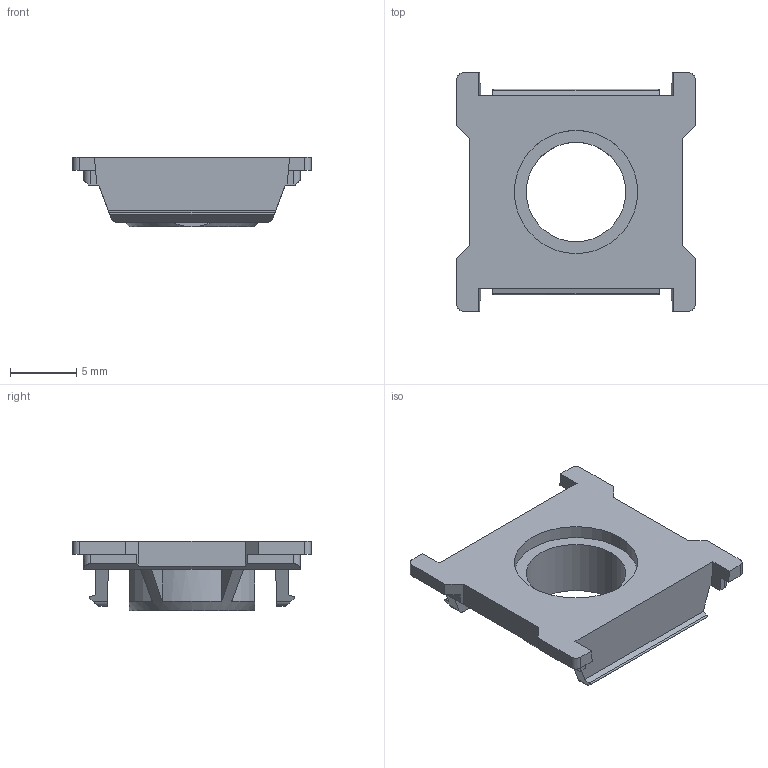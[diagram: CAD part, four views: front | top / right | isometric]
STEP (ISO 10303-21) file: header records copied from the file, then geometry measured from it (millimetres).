
FILE_DESCRIPTION (( 'STEP AP214' ), '1' );
FILE_NAME ('750-0999-050 Rev2.STEP', '2022-10-26T23:41:30', ( '' ), ( '' ), 'SwSTEP 2.0', 'SolidWorks 2021', '' );
FILE_SCHEMA (( 'AUTOMOTIVE_DESIGN' ));
Length unit declared in the file: millimetre
Products named in the file (1): 750-0999-050 Rev2
Bounding box: 18 x 18 x 5.25 mm (x, y, z)
Volume: 519.8 mm3; surface area: 1076.5 mm2
Topology: 1 solids, 1 shells, 110 faces, 318 edges, 211 vertices
Faces by surface type: plane 75, cylinder 32, cone 3
Entity records: 3659 total; most frequent: CARTESIAN_POINT 800, ORIENTED_EDGE 636, DIRECTION 547, EDGE_CURVE 318, VECTOR 215, LINE 215, VERTEX_POINT 211, AXIS2_PLACEMENT_3D 166
